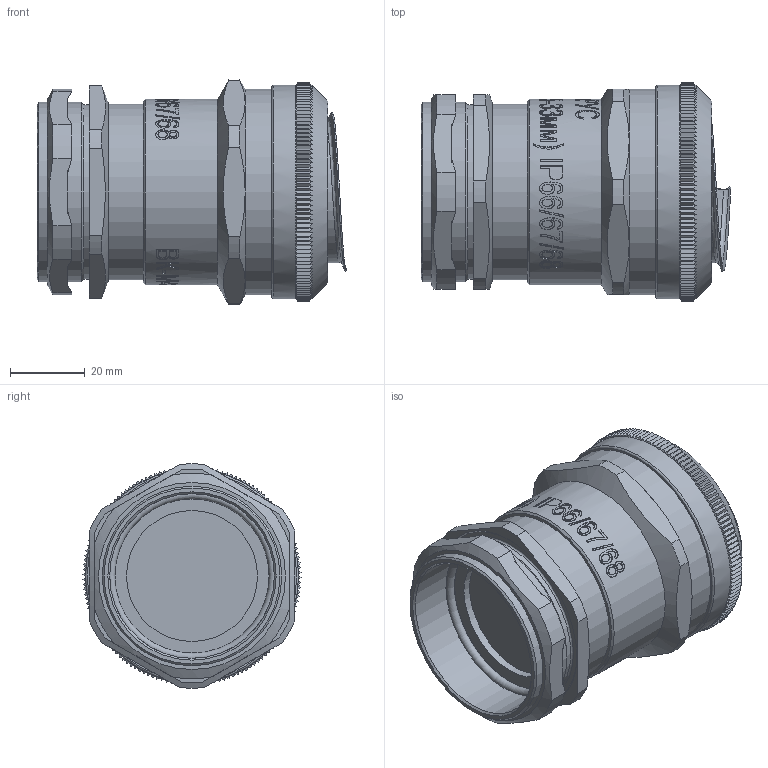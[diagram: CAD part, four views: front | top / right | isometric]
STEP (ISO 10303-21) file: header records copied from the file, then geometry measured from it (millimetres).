
FILE_DESCRIPTION(/* description */ (''),/* implementation_level */ '2;1');
FILE_NAME(/* name */ 'Модель ВК-М48-33-МР38.stp',/* time_stamp */ '2020-07-17T13:01:19+07:00',/* author */ ('Борисов Е'),/* organization */ (''),/* preprocessor_version */ 'ST-DEVELOPER v17',/* originating_system */ 'Autodesk Inventor 2019',/* authorisation */ '');
FILE_SCHEMA (('AUTOMOTIVE_DESIGN { 1 0 10303 214 3 1 1 }'));
Length unit declared in the file: millimetre
Products named in the file (1): Модель ВК-М4
8-33-МР38
Bounding box: 82.85 x 58.32 x 59.96 mm (x, y, z)
Volume: 115771.3 mm3; surface area: 33774.8 mm2
Topology: 1 solids, 1 shells, 1067 faces, 2720 edges, 1726 vertices
Faces by surface type: plane 460, bspline 341, cone 168, cylinder 92, torus 6
Full cylindrical faces by diameter (mm): 35 x1, 37 x1, 37.8 x1, 44 x1, 46 x1, 46.6 x1, 46.8 x1, 47 x1, 48 x2, 48.2 x1, 49 x1, 49.6 x1, 50.6 x1, 52 x1, 53.4 x1, 55 x1, 57 x1
Entity records: 40300 total; most frequent: CARTESIAN_POINT 17243, ORIENTED_EDGE 5440, DIRECTION 3350, EDGE_CURVE 2720, VERTEX_POINT 1726, AXIS2_PLACEMENT_3D 1196, EDGE_LOOP 1138, FACE_OUTER_BOUND 1067
